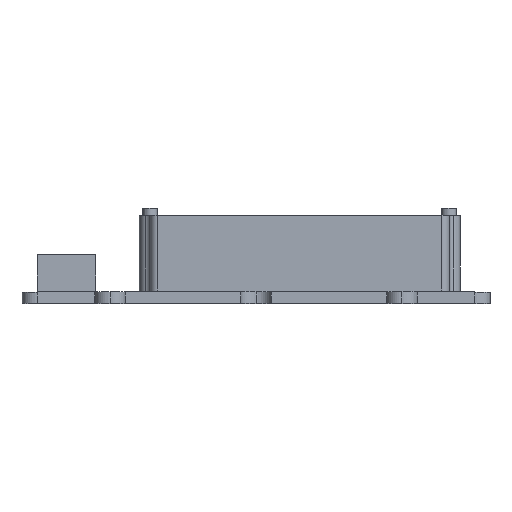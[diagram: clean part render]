
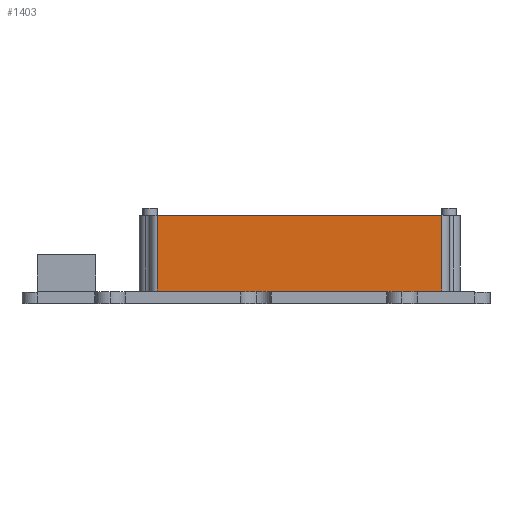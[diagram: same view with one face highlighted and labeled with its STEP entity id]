
A CAD part, top view. The second image highlights one B-rep face of the part: STEP entity #1403.
In plain terms, the highlighted planar face has unit normal (0, 0, 1).
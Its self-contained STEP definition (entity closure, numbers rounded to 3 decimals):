
#50=PLANE('',#1544);
#97=FACE_OUTER_BOUND('',#181,.T.);
#181=EDGE_LOOP('',(#1071,#1072,#1073,#1074));
#288=LINE('',#2249,#415);
#304=LINE('',#2300,#431);
#305=LINE('',#2303,#432);
#306=LINE('',#2304,#433);
#415=VECTOR('',#1791,10.);
#431=VECTOR('',#1841,10.);
#432=VECTOR('',#1844,10.);
#433=VECTOR('',#1845,10.);
#648=VERTEX_POINT('',#2246);
#649=VERTEX_POINT('',#2248);
#667=VERTEX_POINT('',#2298);
#668=VERTEX_POINT('',#2302);
#799=EDGE_CURVE('',#648,#649,#288,.T.);
#825=EDGE_CURVE('',#667,#648,#304,.T.);
#826=EDGE_CURVE('',#668,#667,#305,.T.);
#827=EDGE_CURVE('',#649,#668,#306,.T.);
#1071=ORIENTED_EDGE('',*,*,#825,.F.);
#1072=ORIENTED_EDGE('',*,*,#826,.F.);
#1073=ORIENTED_EDGE('',*,*,#827,.F.);
#1074=ORIENTED_EDGE('',*,*,#799,.F.);
#1403=ADVANCED_FACE('',(#97),#50,.T.);
#1544=AXIS2_PLACEMENT_3D('',#2301,#1842,#1843);
#1791=DIRECTION('',(-1.,0.,0.));
#1841=DIRECTION('',(0.,-1.,0.));
#1842=DIRECTION('center_axis',(0.,0.,1.));
#1843=DIRECTION('ref_axis',(1.,0.,0.));
#1844=DIRECTION('',(1.,0.,0.));
#1845=DIRECTION('',(0.,1.,0.));
#2246=CARTESIAN_POINT('',(25.485,1.536,13.404));
#2248=CARTESIAN_POINT('',(-13.515,1.536,13.404));
#2249=CARTESIAN_POINT('',(-7.258,1.536,13.404));
#2298=CARTESIAN_POINT('',(25.485,12.036,13.404));
#2300=CARTESIAN_POINT('',(25.485,1.536,13.404));
#2301=CARTESIAN_POINT('Origin',(-14.515,1.536,13.404));
#2302=CARTESIAN_POINT('',(-13.515,12.036,13.404));
#2303=CARTESIAN_POINT('',(26.485,12.036,13.404));
#2304=CARTESIAN_POINT('',(-13.515,1.536,13.404));
